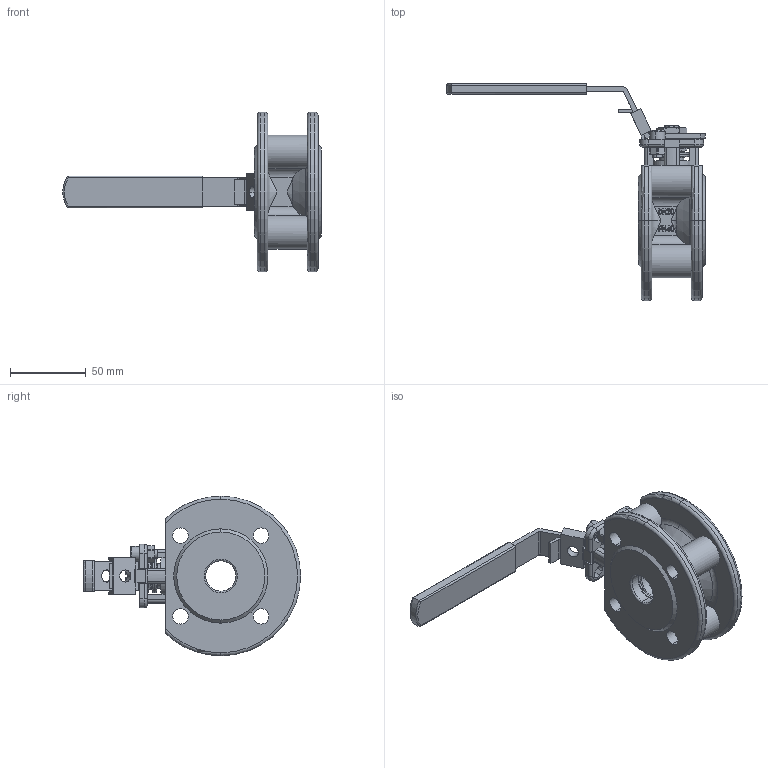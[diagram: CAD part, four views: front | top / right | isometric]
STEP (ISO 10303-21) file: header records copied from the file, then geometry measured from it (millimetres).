
FILE_DESCRIPTION (( 'STEP AP203' ), '1' );
FILE_NAME ('KV-L7N-DN20-忒梟.STEP', '2024-11-20T06:30:51', ( 'Sysceo.com' ), ( '' ), 'SwSTEP 2.0', 'SolidWorks 2013', '' );
FILE_SCHEMA (( 'CONFIG_CONTROL_DESIGN' ));
Length unit declared in the file: millimetre
Products named in the file (1): KV-L7N-DN20-忒梟
Bounding box: 169.84 x 142.93 x 105 mm (x, y, z)
Volume: 229021.3 mm3; surface area: 95800.1 mm2
Topology: 23 solids, 23 shells, 975 faces, 2478 edges, 1577 vertices
Faces by surface type: plane 441, cylinder 241, cone 152, bspline 65, torus 65, sphere 11
Entity records: 36077 total; most frequent: CARTESIAN_POINT 12628, ORIENTED_EDGE 4912, DIRECTION 4755, EDGE_CURVE 2456, AXIS2_PLACEMENT_3D 1709, VERTEX_POINT 1570, LINE 1337, VECTOR 1337
